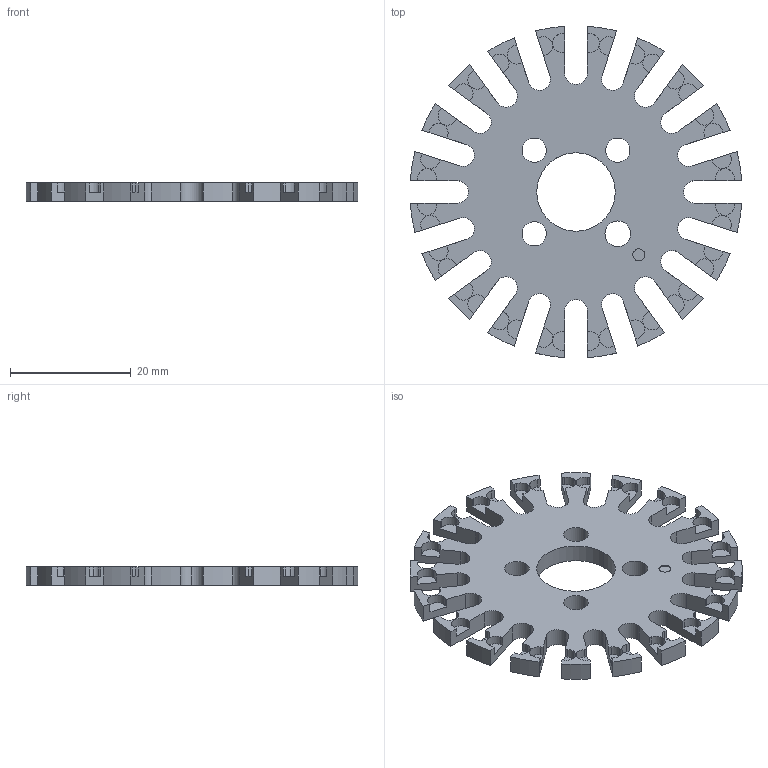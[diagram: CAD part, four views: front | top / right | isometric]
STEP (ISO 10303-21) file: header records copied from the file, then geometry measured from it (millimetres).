
FILE_DESCRIPTION (( 'STEP AP203' ), '1' );
FILE_NAME ('Wheel_Base.STEP', '2019-07-27T18:23:27', ( '' ), ( '' ), 'SwSTEP 2.0', 'SolidWorks 2019', '' );
FILE_SCHEMA (( 'CONFIG_CONTROL_DESIGN' ));
Length unit declared in the file: millimetre
Products named in the file (1): Wheel_Base
Bounding box: 54.87 x 54.87 x 3 mm (x, y, z)
Volume: 4187.3 mm3; surface area: 5028.4 mm2
Topology: 1 solids, 1 shells, 282 faces, 837 edges, 558 vertices
Faces by surface type: plane 163, cylinder 119
Entity records: 9576 total; most frequent: CARTESIAN_POINT 1678, ORIENTED_EDGE 1674, DIRECTION 1641, EDGE_CURVE 837, LINE 599, VECTOR 599, VERTEX_POINT 558, AXIS2_PLACEMENT_3D 521
